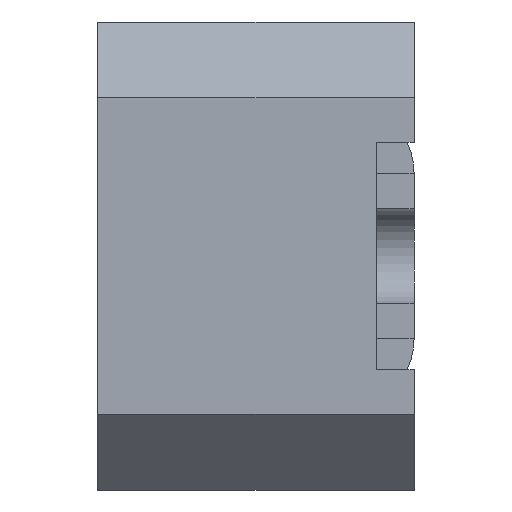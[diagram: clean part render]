
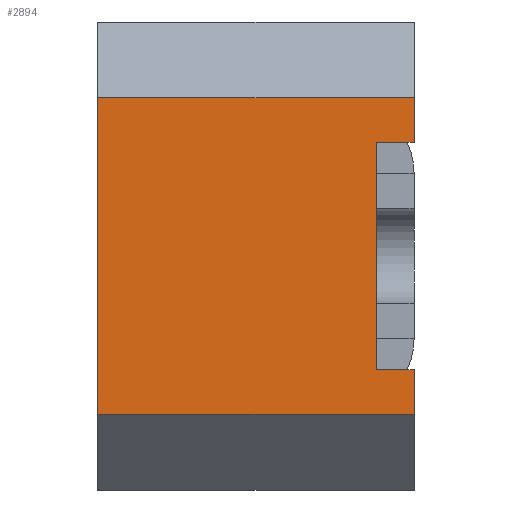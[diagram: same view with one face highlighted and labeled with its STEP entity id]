
A CAD part, left-side view. The second image highlights one B-rep face of the part: STEP entity #2894.
In plain terms, the highlighted planar face has unit normal (-1, 0, 0).
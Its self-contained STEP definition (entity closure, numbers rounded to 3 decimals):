
#7 = ORIENTED_EDGE ( 'NONE', *, *, #6901, .F. ) ;
#221 = LINE ( 'NONE', #2604, #5165 ) ;
#240 = VERTEX_POINT ( 'NONE', #5804 ) ;
#290 = CARTESIAN_POINT ( 'NONE',  ( -1.85, 0., 0. ) ) ;
#319 = ORIENTED_EDGE ( 'NONE', *, *, #8075, .F. ) ;
#335 = VECTOR ( 'NONE', #6927, 1000. ) ;
#545 = ORIENTED_EDGE ( 'NONE', *, *, #7767, .F. ) ;
#936 = CARTESIAN_POINT ( 'NONE',  ( -1.85, -2.5, -0.9 ) ) ;
#938 = LINE ( 'NONE', #7950, #7155 ) ;
#1180 = CARTESIAN_POINT ( 'NONE',  ( -1.85, -2.5, 1.25 ) ) ;
#1225 = DIRECTION ( 'NONE',  ( 0., -1., 0. ) ) ;
#1288 = AXIS2_PLACEMENT_3D ( 'NONE', #5933, #6589, #2691 ) ;
#1390 = PLANE ( 'NONE',  #1288 ) ;
#1414 = EDGE_CURVE ( 'NONE', #3210, #5960, #221, .T. ) ;
#1471 = CARTESIAN_POINT ( 'NONE',  ( -1.85, 0., -1.25 ) ) ;
#1687 = FACE_OUTER_BOUND ( 'NONE', #3074, .T. ) ;
#1688 = VERTEX_POINT ( 'NONE', #936 ) ;
#1714 = CARTESIAN_POINT ( 'NONE',  ( -1.85, -2.35, -0.9 ) ) ;
#1813 = VERTEX_POINT ( 'NONE', #1471 ) ;
#1879 = CARTESIAN_POINT ( 'NONE',  ( -1.85, -2.2, 0. ) ) ;
#1962 = DIRECTION ( 'NONE',  ( 0., 0., -1. ) ) ;
#2130 = DIRECTION ( 'NONE',  ( 0., 0., -1. ) ) ;
#2154 = EDGE_CURVE ( 'NONE', #4915, #1813, #4525, .T. ) ;
#2201 = VECTOR ( 'NONE', #5711, 1000. ) ;
#2514 = EDGE_CURVE ( 'NONE', #8087, #3210, #4123, .T. ) ;
#2547 = CARTESIAN_POINT ( 'NONE',  ( -1.85, -2.35, 0.9 ) ) ;
#2604 = CARTESIAN_POINT ( 'NONE',  ( -1.85, -2.5, 0. ) ) ;
#2691 = DIRECTION ( 'NONE',  ( 0., 0., -1. ) ) ;
#2894 = ADVANCED_FACE ( 'NONE', ( #1687 ), #1390, .F. ) ;
#3074 = EDGE_LOOP ( 'NONE', ( #7321, #545, #6993, #4505, #4219, #319, #3420, #7 ) ) ;
#3210 = VERTEX_POINT ( 'NONE', #1180 ) ;
#3420 = ORIENTED_EDGE ( 'NONE', *, *, #2154, .F. ) ;
#3465 = VERTEX_POINT ( 'NONE', #8048 ) ;
#4123 = LINE ( 'NONE', #5052, #7092 ) ;
#4219 = ORIENTED_EDGE ( 'NONE', *, *, #2514, .F. ) ;
#4505 = ORIENTED_EDGE ( 'NONE', *, *, #1414, .F. ) ;
#4525 = LINE ( 'NONE', #7156, #2201 ) ;
#4808 = CARTESIAN_POINT ( 'NONE',  ( -1.85, 0., 1.25 ) ) ;
#4861 = EDGE_CURVE ( 'NONE', #240, #5960, #6169, .T. ) ;
#4915 = VERTEX_POINT ( 'NONE', #5765 ) ;
#5052 = CARTESIAN_POINT ( 'NONE',  ( -1.85, -1.25, 1.25 ) ) ;
#5165 = VECTOR ( 'NONE', #7114, 1000. ) ;
#5475 = VECTOR ( 'NONE', #6777, 1000. ) ;
#5584 = VECTOR ( 'NONE', #1962, 1000. ) ;
#5614 = DIRECTION ( 'NONE',  ( 0., -1., 0. ) ) ;
#5711 = DIRECTION ( 'NONE',  ( 0., 1., 0. ) ) ;
#5765 = CARTESIAN_POINT ( 'NONE',  ( -1.85, -2.5, -1.25 ) ) ;
#5775 = CARTESIAN_POINT ( 'NONE',  ( -1.85, -2.5, 0.9 ) ) ;
#5804 = CARTESIAN_POINT ( 'NONE',  ( -1.85, -2.2, 0.9 ) ) ;
#5933 = CARTESIAN_POINT ( 'NONE',  ( -1.85, -1.25, 0. ) ) ;
#5960 = VERTEX_POINT ( 'NONE', #5775 ) ;
#6169 = LINE ( 'NONE', #2547, #8398 ) ;
#6407 = LINE ( 'NONE', #1879, #5584 ) ;
#6525 = EDGE_CURVE ( 'NONE', #3465, #1688, #7947, .T. ) ;
#6589 = DIRECTION ( 'NONE',  ( 1., 0., 0. ) ) ;
#6777 = DIRECTION ( 'NONE',  ( 0., 0., 1. ) ) ;
#6901 = EDGE_CURVE ( 'NONE', #1688, #4915, #938, .T. ) ;
#6927 = DIRECTION ( 'NONE',  ( 0., -1., 0. ) ) ;
#6993 = ORIENTED_EDGE ( 'NONE', *, *, #4861, .T. ) ;
#7092 = VECTOR ( 'NONE', #5614, 1000. ) ;
#7114 = DIRECTION ( 'NONE',  ( 0., 0., -1. ) ) ;
#7155 = VECTOR ( 'NONE', #2130, 1000. ) ;
#7156 = CARTESIAN_POINT ( 'NONE',  ( -1.85, -1.25, -1.25 ) ) ;
#7321 = ORIENTED_EDGE ( 'NONE', *, *, #6525, .F. ) ;
#7327 = LINE ( 'NONE', #290, #5475 ) ;
#7767 = EDGE_CURVE ( 'NONE', #240, #3465, #6407, .T. ) ;
#7947 = LINE ( 'NONE', #1714, #335 ) ;
#7950 = CARTESIAN_POINT ( 'NONE',  ( -1.85, -2.5, 0. ) ) ;
#8048 = CARTESIAN_POINT ( 'NONE',  ( -1.85, -2.2, -0.9 ) ) ;
#8075 = EDGE_CURVE ( 'NONE', #1813, #8087, #7327, .T. ) ;
#8087 = VERTEX_POINT ( 'NONE', #4808 ) ;
#8398 = VECTOR ( 'NONE', #1225, 1000. ) ;
